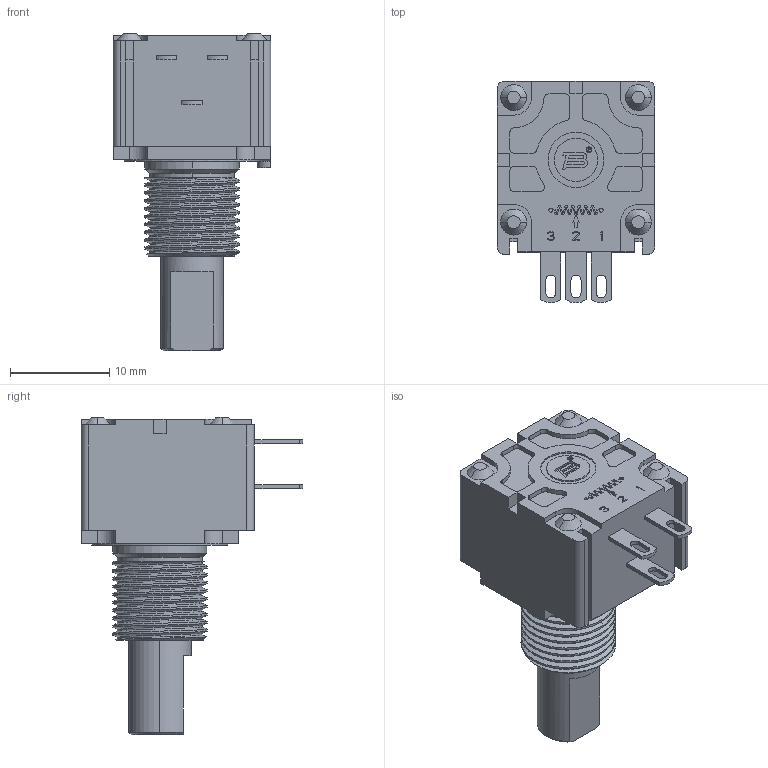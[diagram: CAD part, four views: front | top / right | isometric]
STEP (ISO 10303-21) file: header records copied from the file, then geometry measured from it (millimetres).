
FILE_DESCRIPTION((''),'2;1');
FILE_NAME('31118-74300','2013-09-03T',('RICKB'),('Bourns, Inc.'),'PRO/ENGINEER BY PARAMETRIC TECHNOLOGY CORPORATION, 2012230','PRO/ENGINEER BY PARAMETRIC TECHNOLOGY CORPORATION, 2012230','');
FILE_SCHEMA(('CONFIG_CONTROL_DESIGN'));
Length unit declared in the file: inch
Products named in the file (1): 31118-74300
Bounding box: 15.88 x 22.33 x 31.95 mm (x, y, z)
Volume: 4169.9 mm3; surface area: 2272.5 mm2
Topology: 1 solids, 3 shells, 464 faces, 1265 edges, 838 vertices
Faces by surface type: plane 333, cylinder 103, cone 19, bspline 9
Entity records: 17747 total; most frequent: CARTESIAN_POINT 5879, ORIENTED_EDGE 2530, DIRECTION 2325, EDGE_CURVE 1265, VECTOR 993, LINE 993, VERTEX_POINT 838, AXIS2_PLACEMENT_3D 666
